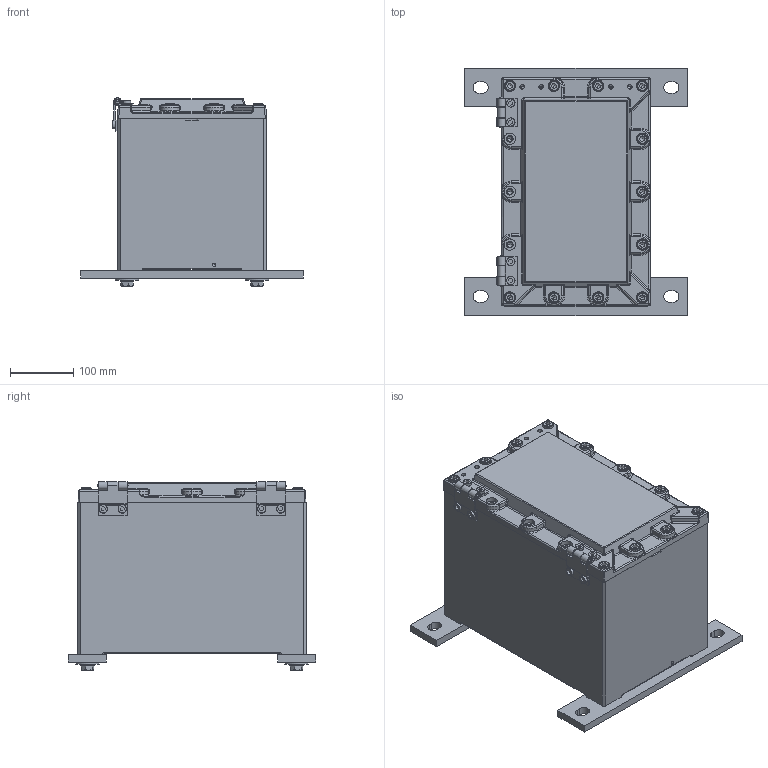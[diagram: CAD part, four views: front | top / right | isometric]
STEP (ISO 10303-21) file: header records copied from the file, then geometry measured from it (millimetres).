
FILE_DESCRIPTION (( 'STEP AP203' ), '1' );
FILE_NAME ('8264-_212-3_10.STEP', '2013-11-14T09:29:10', ( 'Admin' ), ( 'R. STAHL AG' ), 'SwSTEP 2.0', 'SolidWorks 2013', '' );
FILE_SCHEMA (( 'CONFIG_CONTROL_DESIGN' ));
Length unit declared in the file: millimetre
Products named in the file (16): 8264-_212-3_10-Befestigungsschiene; 502_077_0; 506_228_0; 82_640_01_26_0_Teil_1; 82_640_01_26_0_Teil_2; 82_649_02_04_6_8264941053; 82_640_01_26_0_Teil_3; 82_649_02_05_6_8264941053; 506_712_0; 502_606_0_Vereinfacht M10 x 30; 82_640_01_26_0; 500_663_0_M 8 x 16; 500_635_0; 8264-_212-3_10; 506_761_0; 82_649_08_55_0_NEC
Assembly tree (49 placements, depth 3):
  8264-_212-3_10
    82_649_02_04_6_8264941053
    82_649_02_05_6_8264941053
    502_606_0_Vereinfacht M10 x 30  x11
    82_649_08_55_0_NEC
    502_077_0  x4
    506_228_0  x4
    82_640_01_26_0  x2
      82_640_01_26_0_Teil_1
      82_640_01_26_0_Teil_2
      82_640_01_26_0_Teil_3
    500_663_0_M 8 x 16  x8
    500_635_0  x4
    506_761_0  x4
    506_712_0  x4
    8264-_212-3_10-Befestigungsschiene  x2
Bounding box: 351 x 390 x 297.1 mm (x, y, z)
Volume: 7349731.8 mm3; surface area: 1243807.2 mm2
Topology: 50 solids, 50 shells, 1890 faces, 4345 edges, 2552 vertices
Faces by surface type: cylinder 632, plane 602, cone 235, torus 209, bspline 167, sphere 45
Entity records: 46818 total; most frequent: CARTESIAN_POINT 19467, DIRECTION 5272, ORIENTED_EDGE 5098, EDGE_CURVE 2549, AXIS2_PLACEMENT_3D 2109, VERTEX_POINT 1528, EDGE_LOOP 1249, FACE_OUTER_BOUND 1122
